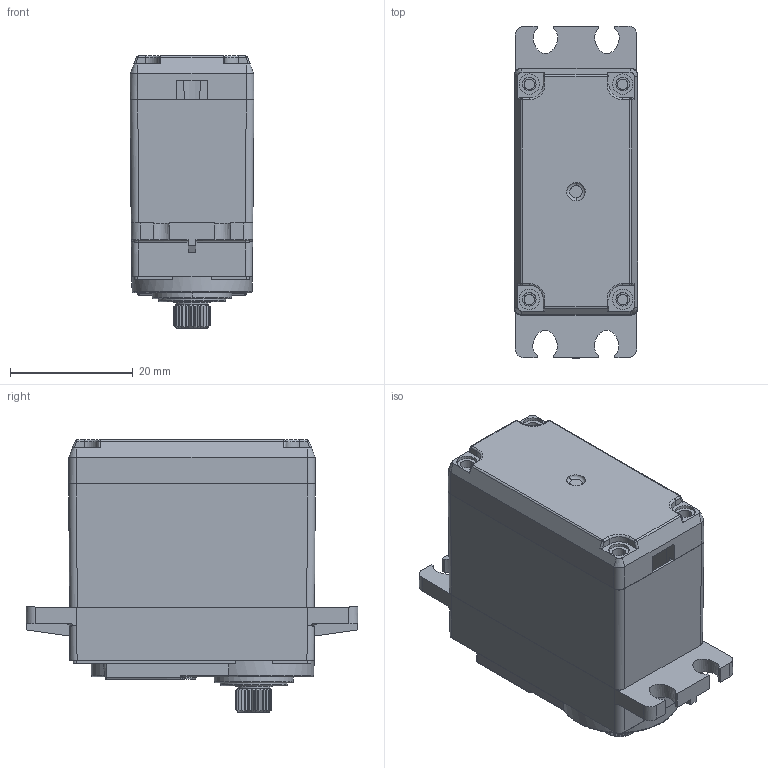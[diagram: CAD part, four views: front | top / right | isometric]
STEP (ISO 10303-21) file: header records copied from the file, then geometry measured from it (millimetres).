
FILE_DESCRIPTION(('HOOPS Exchange Step'),'2;1');
FILE_NAME('75002.STP','2021-06-02T09:21:06-04:00',('james'),('None'),'HOOPS Exchange 2020.2','SOLIDWORKS MBD','None');
FILE_SCHEMA( ('AP242_MANAGED_MODEL_BASED_3D_ENGINEERING_MIM_LF {1 0 10303 442 1 1 4 }') );
Length unit declared in the file: millimetre
Products named in the file (1): Default
Bounding box: 20.16 x 54 x 44.25 mm (x, y, z)
Volume: 10706.6 mm3; surface area: 13994.3 mm2
Topology: 6 solids, 7 shells, 1019 faces, 2932 edges, 1946 vertices
Faces by surface type: cylinder 515, plane 299, bspline 112, cone 69, torus 16, sphere 8
Entity records: 41682 total; most frequent: CARTESIAN_POINT 15857, ORIENTED_EDGE 5848, DIRECTION 4932, EDGE_CURVE 2924, VERTEX_POINT 1946, AXIS2_PLACEMENT_3D 1887, VECTOR 1158, LINE 1158
